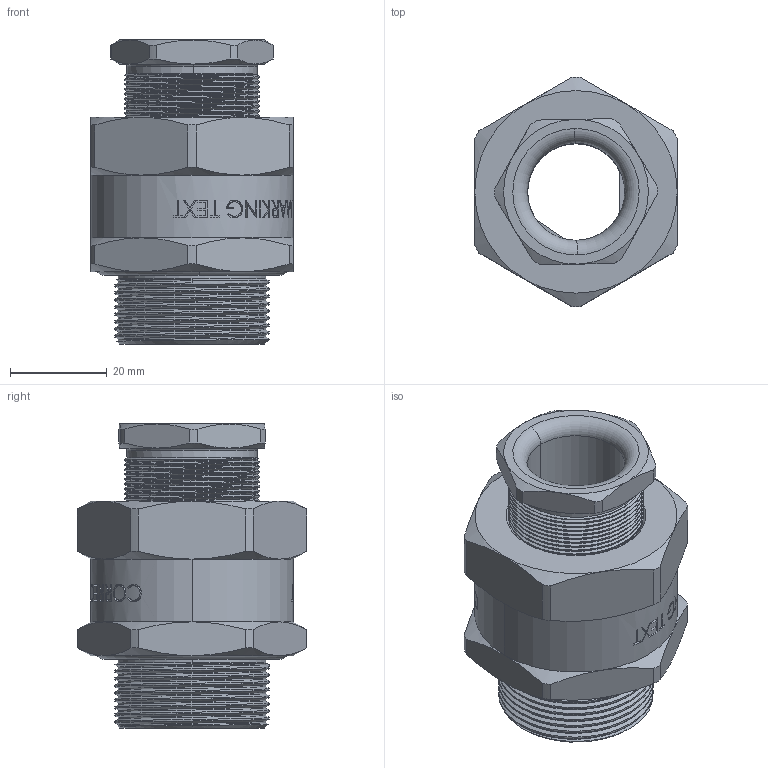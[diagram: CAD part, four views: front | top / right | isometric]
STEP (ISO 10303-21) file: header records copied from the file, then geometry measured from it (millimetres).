
FILE_DESCRIPTION (( 'STEP AP203' ), '1' );
FILE_NAME ('M32-D1-15mm D620.step', '2025-04-03T12:31:33', ( '' ), ( '' ), 'SwSTEP 2.0', 'SolidWorks 2022', '' );
FILE_SCHEMA (( 'CONFIG_CONTROL_DESIGN' ));
Length unit declared in the file: millimetre
Products named in the file (1): M32-D1-15mm D620
Bounding box: 42 x 47.49 x 63 mm (x, y, z)
Volume: 48511.5 mm3; surface area: 24587.6 mm2
Topology: 5 solids, 5 shells, 959 faces, 2573 edges, 1696 vertices
Faces by surface type: plane 344, bspline 290, cylinder 266, cone 49, torus 10
Entity records: 59566 total; most frequent: CARTESIAN_POINT 38775, ORIENTED_EDGE 5146, DIRECTION 3058, EDGE_CURVE 2573, VERTEX_POINT 1696, EDGE_LOOP 1041, LINE 1024, VECTOR 1024
